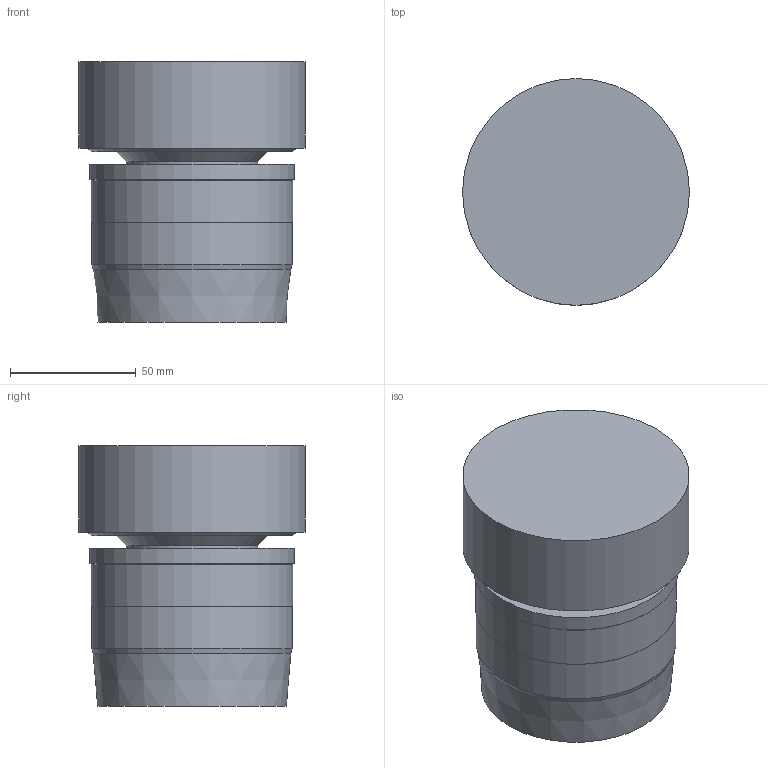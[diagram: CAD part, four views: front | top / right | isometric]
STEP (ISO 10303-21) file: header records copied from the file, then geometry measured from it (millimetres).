
FILE_DESCRIPTION((''),'1');
FILE_NAME('CK7-HMC32.stp','2013-04-10T02:26:46',(''),(''),'Spatial Interop R18','Kubotek KeyCreator V8.5.1 (14335)',' ');
FILE_SCHEMA(('CONFIG_CONTROL_DESIGN'));
Length unit declared in the file: millimetre
Products named in the file (1): 1
Bounding box: 90 x 90 x 103.3 mm (x, y, z)
Volume: 543144.8 mm3; surface area: 43897.9 mm2
Topology: 1 solids, 1 shells, 16 faces, 26 edges, 15 vertices
Faces by surface type: cone 6, plane 5, cylinder 5
Full cylindrical faces by diameter (mm): 52.3 x1, 79.5 x1, 80 x1, 81 x1, 90 x1
Entity records: 358 total; most frequent: DIRECTION 64, CARTESIAN_POINT 47, AXIS2_PLACEMENT_3D 32, EDGE_LOOP 30, ORIENTED_EDGE 30, FACE_BOUND 25, ADVANCED_FACE 16, EDGE_CURVE 15
